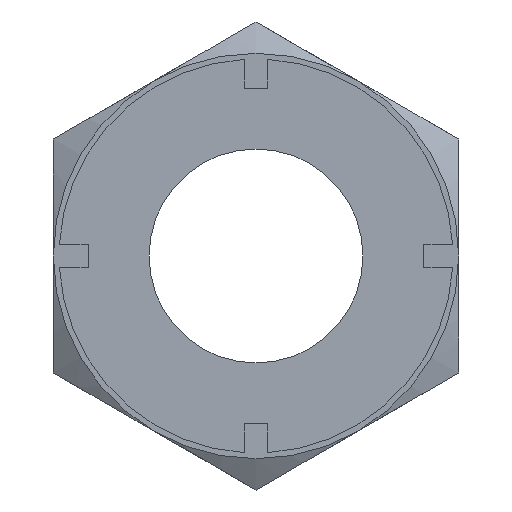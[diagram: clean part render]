
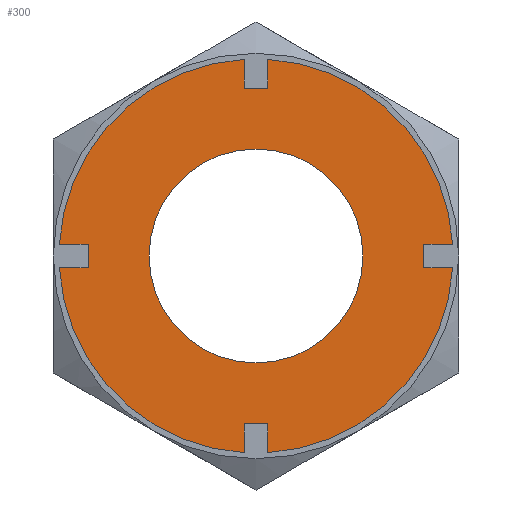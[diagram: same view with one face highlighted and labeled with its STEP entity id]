
A CAD part, left-side view. The second image highlights one B-rep face of the part: STEP entity #300.
In plain terms, the highlighted planar face has unit normal (-1, 0, 0).
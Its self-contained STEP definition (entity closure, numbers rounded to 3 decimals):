
#220=EDGE_CURVE('',#510,#502,#628,.T.);
#222=VERTEX_POINT('',#630);
#292=EDGE_CURVE('',#510,#454,#708,.T.);
#296=EDGE_CURVE('',#446,#222,#712,.T.);
#300=ADVANCED_FACE('',(#716,#717),#718,.T.);
#304=EDGE_CURVE('',#556,#372,#722,.T.);
#324=EDGE_CURVE('',#452,#356,#744,.T.);
#326=EDGE_CURVE('',#482,#512,#746,.T.);
#328=EDGE_CURVE('',#392,#470,#748,.T.);
#348=EDGE_CURVE('',#356,#372,#773,.T.);
#356=VERTEX_POINT('',#781);
#372=VERTEX_POINT('',#799);
#378=EDGE_CURVE('',#446,#452,#807,.T.);
#392=VERTEX_POINT('',#823);
#400=VERTEX_POINT('',#831);
#416=EDGE_CURVE('',#468,#438,#849,.T.);
#432=EDGE_CURVE('',#470,#392,#868,.T.);
#438=VERTEX_POINT('',#874);
#440=EDGE_CURVE('',#438,#454,#876,.T.);
#446=VERTEX_POINT('',#882);
#452=VERTEX_POINT('',#889);
#454=VERTEX_POINT('',#891);
#464=EDGE_CURVE('',#482,#468,#901,.T.);
#468=VERTEX_POINT('',#905);
#470=VERTEX_POINT('',#907);
#482=VERTEX_POINT('',#920);
#486=EDGE_CURVE('',#540,#400,#924,.T.);
#494=EDGE_CURVE('',#400,#512,#932,.T.);
#502=VERTEX_POINT('',#941);
#510=VERTEX_POINT('',#950);
#512=VERTEX_POINT('',#952);
#518=EDGE_CURVE('',#556,#540,#958,.T.);
#540=VERTEX_POINT('',#982);
#556=VERTEX_POINT('',#1002);
#564=EDGE_CURVE('',#502,#582,#1010,.T.);
#582=VERTEX_POINT('',#1031);
#584=EDGE_CURVE('',#582,#222,#1033,.T.);
#628=LINE('',#1069,#1070);
#630=CARTESIAN_POINT('',(-27.0,1.05,17.468));
#708=CIRCLE('',#1239,17.5);
#712=CIRCLE('',#1243,17.5);
#716=FACE_BOUND('',#1249,.T.);
#717=FACE_OUTER_BOUND('',#1250,.T.);
#718=PLANE('',#1251);
#722=CIRCLE('',#1256,17.5);
#744=LINE('',#1283,#1284);
#746=CIRCLE('',#1287,17.5);
#748=CIRCLE('',#1290,9.5);
#773=LINE('',#1320,#1321);
#781=CARTESIAN_POINT('',(-27.0,14.9,-1.05));
#799=CARTESIAN_POINT('',(-27.0,17.468,-1.05));
#807=LINE('',#1398,#1399);
#823=CARTESIAN_POINT('',(-27.0,0.,9.5));
#831=CARTESIAN_POINT('',(-27.0,-1.05,-14.9));
#849=LINE('',#1499,#1500);
#868=CIRCLE('',#1524,9.5);
#874=CARTESIAN_POINT('',(-27.0,-14.9,1.05));
#876=LINE('',#1537,#1538);
#882=CARTESIAN_POINT('',(-27.0,17.468,1.05));
#889=CARTESIAN_POINT('',(-27.0,14.9,1.05));
#891=CARTESIAN_POINT('',(-27.0,-17.468,1.05));
#901=LINE('',#1573,#1574);
#905=CARTESIAN_POINT('',(-27.0,-14.9,-1.05));
#907=CARTESIAN_POINT('',(-27.0,0.,-9.5));
#920=CARTESIAN_POINT('',(-27.0,-17.468,-1.05));
#924=LINE('',#1608,#1609);
#932=LINE('',#1620,#1621);
#941=CARTESIAN_POINT('',(-27.0,-1.05,14.9));
#950=CARTESIAN_POINT('',(-27.0,-1.05,17.468));
#952=CARTESIAN_POINT('',(-27.0,-1.05,-17.468));
#958=LINE('',#1653,#1654);
#982=CARTESIAN_POINT('',(-27.0,1.05,-14.9));
#1002=CARTESIAN_POINT('',(-27.0,1.05,-17.468));
#1010=LINE('',#1757,#1758);
#1031=CARTESIAN_POINT('',(-27.0,1.05,14.9));
#1033=LINE('',#1796,#1797);
#1069=CARTESIAN_POINT('',(-27.0,-1.05,7.45));
#1070=VECTOR('',#1861,1.0);
#1239=AXIS2_PLACEMENT_3D('',#1944,#1945,#1946);
#1243=AXIS2_PLACEMENT_3D('',#1948,#1949,#1950);
#1249=EDGE_LOOP('',(#1953,#1954));
#1250=EDGE_LOOP('',(#1955,#1956,#1957,#1958,#1959,#1960,#1961,#1962,#1963,#1964,#1965,#1966,#1967,#1968,#1969,#1970));
#1251=AXIS2_PLACEMENT_3D('',#1971,#1972,#1973);
#1256=AXIS2_PLACEMENT_3D('',#1974,#1975,#1976);
#1283=CARTESIAN_POINT('',(-27.0,14.9,-0.525));
#1284=VECTOR('',#1999,1.0);
#1287=AXIS2_PLACEMENT_3D('',#2000,#2001,#2002);
#1290=AXIS2_PLACEMENT_3D('',#2003,#2004,#2005);
#1320=CARTESIAN_POINT('',(-27.0,15.625,-1.05));
#1321=VECTOR('',#2064,1.0);
#1398=CARTESIAN_POINT('',(-27.0,14.325,1.05));
#1399=VECTOR('',#2101,1.0);
#1499=CARTESIAN_POINT('',(-27.0,-14.9,0.525));
#1500=VECTOR('',#2135,1.0);
#1524=AXIS2_PLACEMENT_3D('',#2165,#2166,#2167);
#1537=CARTESIAN_POINT('',(-27.0,-1.875,1.05));
#1538=VECTOR('',#2170,1.0);
#1573=CARTESIAN_POINT('',(-27.0,-0.575,-1.05));
#1574=VECTOR('',#2186,1.0);
#1608=CARTESIAN_POINT('',(-27.0,6.35,-14.9));
#1609=VECTOR('',#2205,1.0);
#1620=CARTESIAN_POINT('',(-27.0,-1.05,-8.75));
#1621=VECTOR('',#2207,1.0);
#1653=CARTESIAN_POINT('',(-27.0,1.05,-7.45));
#1654=VECTOR('',#2231,1.0);
#1757=CARTESIAN_POINT('',(-27.0,7.4,14.9));
#1758=VECTOR('',#2291,1.0);
#1796=CARTESIAN_POINT('',(-27.0,1.05,8.75));
#1797=VECTOR('',#2316,1.0);
#1861=DIRECTION('',(0.0,0.0,-1.0));
#1944=CARTESIAN_POINT('',(-27.0,0.,0.));
#1945=DIRECTION('',(1.0,0.0,-0.0));
#1946=DIRECTION('',(0.0,1.0,0.));
#1948=CARTESIAN_POINT('',(-27.0,0.,0.));
#1949=DIRECTION('',(1.0,0.0,-0.0));
#1950=DIRECTION('',(0.0,1.0,0.));
#1953=ORIENTED_EDGE('',*,*,#432,.F.);
#1954=ORIENTED_EDGE('',*,*,#328,.F.);
#1955=ORIENTED_EDGE('',*,*,#220,.T.);
#1956=ORIENTED_EDGE('',*,*,#564,.T.);
#1957=ORIENTED_EDGE('',*,*,#584,.T.);
#1958=ORIENTED_EDGE('',*,*,#296,.F.);
#1959=ORIENTED_EDGE('',*,*,#378,.T.);
#1960=ORIENTED_EDGE('',*,*,#324,.T.);
#1961=ORIENTED_EDGE('',*,*,#348,.T.);
#1962=ORIENTED_EDGE('',*,*,#304,.F.);
#1963=ORIENTED_EDGE('',*,*,#518,.T.);
#1964=ORIENTED_EDGE('',*,*,#486,.T.);
#1965=ORIENTED_EDGE('',*,*,#494,.T.);
#1966=ORIENTED_EDGE('',*,*,#326,.F.);
#1967=ORIENTED_EDGE('',*,*,#464,.T.);
#1968=ORIENTED_EDGE('',*,*,#416,.T.);
#1969=ORIENTED_EDGE('',*,*,#440,.T.);
#1970=ORIENTED_EDGE('',*,*,#292,.F.);
#1971=CARTESIAN_POINT('',(-27.0,13.75,0.));
#1972=DIRECTION('',(-1.0,0.0,0.0));
#1973=DIRECTION('',(0.0,-1.0,0.));
#1974=CARTESIAN_POINT('',(-27.0,0.,0.));
#1975=DIRECTION('',(1.0,0.0,-0.0));
#1976=DIRECTION('',(0.0,1.0,0.));
#1999=DIRECTION('',(0.0,0.0,-1.0));
#2000=CARTESIAN_POINT('',(-27.0,0.,0.));
#2001=DIRECTION('',(1.0,0.0,-0.0));
#2002=DIRECTION('',(0.0,1.0,0.));
#2003=CARTESIAN_POINT('',(-27.0,0.,0.));
#2004=DIRECTION('',(-1.0,0.0,0.0));
#2005=DIRECTION('',(0.0,0.,1.0));
#2064=DIRECTION('',(0.0,1.0,0.0));
#2101=DIRECTION('',(0.0,-1.0,0.0));
#2135=DIRECTION('',(0.0,0.0,1.0));
#2165=CARTESIAN_POINT('',(-27.0,0.,0.));
#2166=DIRECTION('',(-1.0,0.0,0.0));
#2167=DIRECTION('',(0.0,0.,1.0));
#2170=DIRECTION('',(0.0,-1.0,0.0));
#2186=DIRECTION('',(0.0,1.0,0.0));
#2205=DIRECTION('',(0.0,-1.0,0.0));
#2207=DIRECTION('',(0.0,0.0,-1.0));
#2231=DIRECTION('',(0.0,0.0,1.0));
#2291=DIRECTION('',(0.0,1.0,0.0));
#2316=DIRECTION('',(0.0,0.0,1.0));
